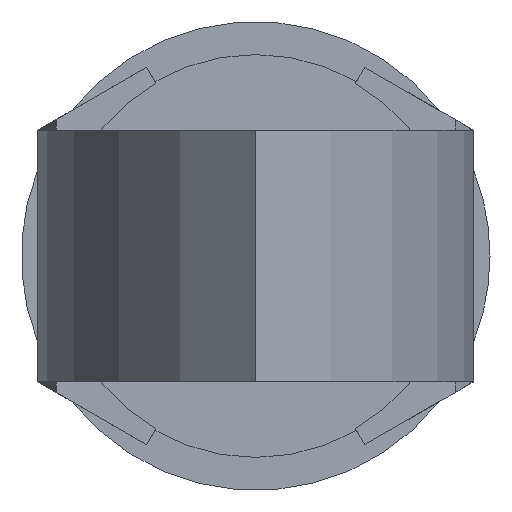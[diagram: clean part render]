
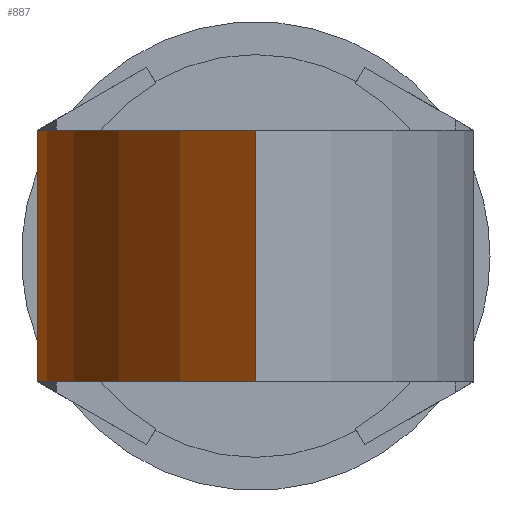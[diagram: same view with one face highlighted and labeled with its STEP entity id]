
A CAD part, front view. The second image highlights one B-rep face of the part: STEP entity #887.
In plain terms, the highlighted cylindrical face has radius 7.5 mm (diameter 15 mm), a partial arc.
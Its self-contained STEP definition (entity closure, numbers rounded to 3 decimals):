
#27=LINE('',#1408,#115);
#28=LINE('',#1411,#116);
#115=VECTOR('',#1079,3.06);
#116=VECTOR('',#1082,3.06);
#246=CYLINDRICAL_SURFACE('',#956,7.5);
#261=FACE_OUTER_BOUND('',#319,.T.);
#319=EDGE_LOOP('',(#649,#650,#651,#652));
#384=CIRCLE('',#957,7.5);
#385=CIRCLE('',#958,7.5);
#423=VERTEX_POINT('',#1404);
#424=VERTEX_POINT('',#1405);
#425=VERTEX_POINT('',#1407);
#426=VERTEX_POINT('',#1409);
#508=EDGE_CURVE('',#423,#424,#384,.T.);
#509=EDGE_CURVE('',#424,#425,#27,.T.);
#510=EDGE_CURVE('',#425,#426,#385,.T.);
#511=EDGE_CURVE('',#423,#426,#28,.T.);
#649=ORIENTED_EDGE('',*,*,#508,.T.);
#650=ORIENTED_EDGE('',*,*,#509,.T.);
#651=ORIENTED_EDGE('',*,*,#510,.T.);
#652=ORIENTED_EDGE('',*,*,#511,.F.);
#887=ADVANCED_FACE('',(#261),#246,.T.);
#956=AXIS2_PLACEMENT_3D('',#1403,#1075,#1076);
#957=AXIS2_PLACEMENT_3D('',#1406,#1077,#1078);
#958=AXIS2_PLACEMENT_3D('',#1410,#1080,#1081);
#1075=DIRECTION('center_axis',(0.,0.,-1.));
#1076=DIRECTION('ref_axis',(-1.,0.001,0.));
#1077=DIRECTION('center_axis',(0.,0.,
1.));
#1078=DIRECTION('ref_axis',(-1.,0.001,0.));
#1079=DIRECTION('',(0.,0.,1.));
#1080=DIRECTION('center_axis',(0.,0.,
-1.));
#1081=DIRECTION('ref_axis',(-1.,0.001,0.));
#1082=DIRECTION('',(0.,0.,1.));
#1403=CARTESIAN_POINT('Origin',(4.85,-9.904,0.));
#1404=CARTESIAN_POINT('',(-2.65,-9.9,-1.53));
#1405=CARTESIAN_POINT('',(0.,-15.625,-1.53));
#1406=CARTESIAN_POINT('Origin',(4.85,-9.904,-1.53));
#1407=CARTESIAN_POINT('',(0.,-15.625,1.53));
#1408=CARTESIAN_POINT('',(0.,-15.625,0.));
#1409=CARTESIAN_POINT('',(-2.65,-9.9,1.53));
#1410=CARTESIAN_POINT('Origin',(4.85,-9.904,1.53));
#1411=CARTESIAN_POINT('',(-2.65,-9.9,-1.53));
